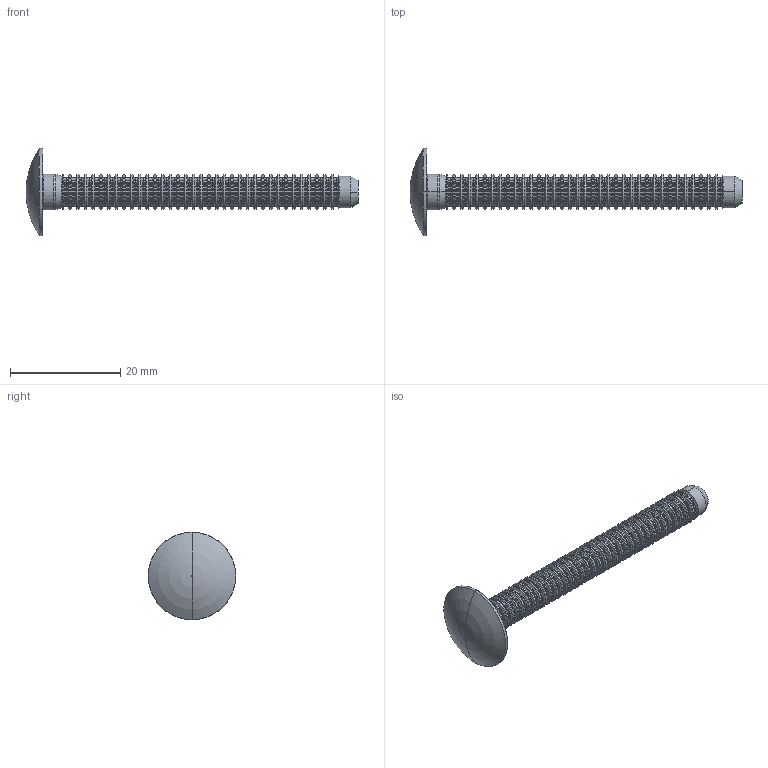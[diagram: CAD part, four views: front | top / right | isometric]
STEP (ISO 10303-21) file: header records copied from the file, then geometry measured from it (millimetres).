
FILE_DESCRIPTION (( 'STEP AP214' ), '1' );
FILE_NAME ('01903-70810.STEP', '2022-07-20T07:54:55', ( '' ), ( '' ), 'SwSTEP 2.0', 'SolidWorks 2018', '' );
FILE_SCHEMA (( 'AUTOMOTIVE_DESIGN' ));
Length unit declared in the file: inch
Products named in the file (1): 01903-70810
Bounding box: 60.12 x 15.87 x 15.87 mm (x, y, z)
Volume: 1804.8 mm3; surface area: 1883.8 mm2
Topology: 1 solids, 1 shells, 895 faces, 1790 edges, 970 vertices
Faces by surface type: torus 444, cylinder 222, cone 154, plane 75
Entity records: 23238 total; most frequent: DIRECTION 4996, CARTESIAN_POINT 3656, ORIENTED_EDGE 3580, AXIS2_PLACEMENT_3D 2310, EDGE_CURVE 1790, CIRCLE 1414, VERTEX_POINT 970, EDGE_LOOP 968
